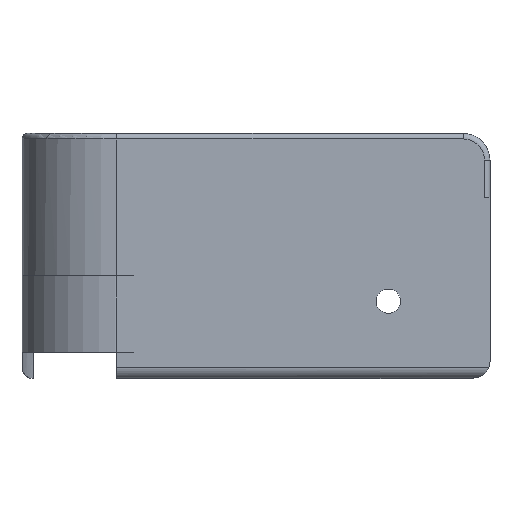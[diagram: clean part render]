
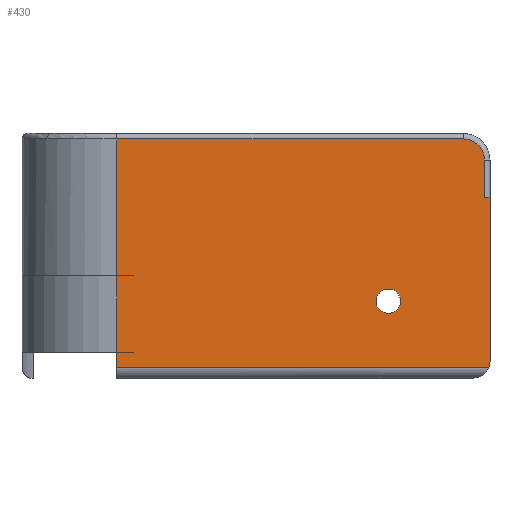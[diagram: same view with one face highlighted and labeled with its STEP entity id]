
A CAD part, left-side view. The second image highlights one B-rep face of the part: STEP entity #430.
In plain terms, the highlighted planar face has unit normal (-1, 0, 0).
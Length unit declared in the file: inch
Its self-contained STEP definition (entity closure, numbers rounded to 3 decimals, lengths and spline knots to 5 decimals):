
#33=CARTESIAN_POINT('',(-0.7,-1.916,-0.684));
#34=VERTEX_POINT('',#33);
#41=CARTESIAN_POINT('',(-0.7,-2.006,-0.684));
#42=DIRECTION('',(1.,0.,0.));
#43=DIRECTION('',(0.,1.,0.));
#44=AXIS2_PLACEMENT_3D('',#41,#42,#43);
#45=CIRCLE('',#44,0.09);
#46=EDGE_CURVE('',#34,#34,#45,.T.);
#247=CARTESIAN_POINT('',(-0.7,-2.7472,-1.172));
#248=VERTEX_POINT('',#247);
#249=CARTESIAN_POINT('',(-0.7,-2.756,-1.12594));
#250=VERTEX_POINT('',#249);
#251=CARTESIAN_POINT('',(-0.7,-2.631,-1.12594));
#252=DIRECTION('',(-1.,0.,0.));
#253=DIRECTION('',(0.,1.,0.));
#254=AXIS2_PLACEMENT_3D('',#251,#252,#253);
#255=CIRCLE('',#254,0.125);
#256=EDGE_CURVE('',#248,#250,#255,.T.);
#340=CARTESIAN_POINT('',(-0.7,0.,-1.172));
#341=VERTEX_POINT('',#340);
#342=CARTESIAN_POINT('',(-0.7,-2.756,-1.172));
#343=DIRECTION('',(0.,1.,0.));
#344=VECTOR('',#343,1.);
#345=LINE('',#342,#344);
#346=EDGE_CURVE('',#248,#341,#345,.T.);
#363=ORIENTED_EDGE('',*,*,#346,.F.);
#364=ORIENTED_EDGE('',*,*,#256,.T.);
#365=CARTESIAN_POINT('',(-0.7,-2.756,0.083));
#366=VERTEX_POINT('',#365);
#367=CARTESIAN_POINT('',(-0.7,-2.756,-1.172));
#368=DIRECTION('',(0.,0.,1.));
#369=VECTOR('',#368,1.);
#370=LINE('',#367,#369);
#371=EDGE_CURVE('',#250,#366,#370,.T.);
#372=ORIENTED_EDGE('',*,*,#371,.T.);
#373=CARTESIAN_POINT('',(-0.7,-2.715,0.083));
#374=VERTEX_POINT('',#373);
#375=CARTESIAN_POINT('',(-0.7,-2.756,0.083));
#376=DIRECTION('',(0.,1.,0.));
#377=VECTOR('',#376,1.);
#378=LINE('',#375,#377);
#379=EDGE_CURVE('',#366,#374,#378,.T.);
#380=ORIENTED_EDGE('',*,*,#379,.T.);
#381=CARTESIAN_POINT('',(-0.7,-2.715,0.358));
#382=VERTEX_POINT('',#381);
#383=CARTESIAN_POINT('',(-0.7,-2.715,0.083));
#384=DIRECTION('',(0.,0.,-1.));
#385=VECTOR('',#384,1.);
#386=LINE('',#383,#385);
#387=EDGE_CURVE('',#382,#374,#386,.T.);
#388=ORIENTED_EDGE('',*,*,#387,.F.);
#389=CARTESIAN_POINT('',(-0.7,-2.559,0.514));
#390=VERTEX_POINT('',#389);
#391=CARTESIAN_POINT('',(-0.7,-2.559,0.358));
#392=DIRECTION('',(1.,0.,0.));
#393=DIRECTION('',(0.,-0.707,0.707));
#394=AXIS2_PLACEMENT_3D('',#391,#392,#393);
#395=CIRCLE('',#394,0.156);
#396=EDGE_CURVE('',#390,#382,#395,.T.);
#397=ORIENTED_EDGE('',*,*,#396,.F.);
#398=CARTESIAN_POINT('',(-0.7,0.,0.514));
#399=VERTEX_POINT('',#398);
#400=CARTESIAN_POINT('',(-0.7,-1.378,0.514));
#401=DIRECTION('',(0.,-1.,0.));
#402=VECTOR('',#401,1.);
#403=LINE('',#400,#402);
#404=EDGE_CURVE('',#399,#390,#403,.T.);
#405=ORIENTED_EDGE('',*,*,#404,.F.);
#406=CARTESIAN_POINT('',(-0.7,0.,-0.497));
#407=VERTEX_POINT('',#406);
#408=CARTESIAN_POINT('',(-0.7,0.,0.083));
#409=DIRECTION('',(0.,0.,1.));
#410=VECTOR('',#409,1.);
#411=LINE('',#408,#410);
#412=EDGE_CURVE('',#407,#399,#411,.T.);
#413=ORIENTED_EDGE('',*,*,#412,.F.);
#414=CARTESIAN_POINT('',(-0.7,0.,0.));
#415=DIRECTION('',(0.,0.,-1.));
#416=VECTOR('',#415,1.);
#417=LINE('',#414,#416);
#418=EDGE_CURVE('',#407,#341,#417,.T.);
#419=ORIENTED_EDGE('',*,*,#418,.T.);
#420=EDGE_LOOP('',(#363,#364,#372,#380,#388,#397,#405,#413,#419));
#421=FACE_OUTER_BOUND('',#420,.T.);
#422=ORIENTED_EDGE('',*,*,#46,.T.);
#423=EDGE_LOOP('',(#422));
#424=FACE_BOUND('',#423,.T.);
#425=CARTESIAN_POINT('',(-0.7,-2.756,-0.5445));
#426=DIRECTION('',(-1.,0.,0.));
#427=DIRECTION('',(0.,0.,1.));
#428=AXIS2_PLACEMENT_3D('',#425,#426,#427);
#429=PLANE('',#428);
#430=ADVANCED_FACE('',(#421,#424),#429,.T.);
